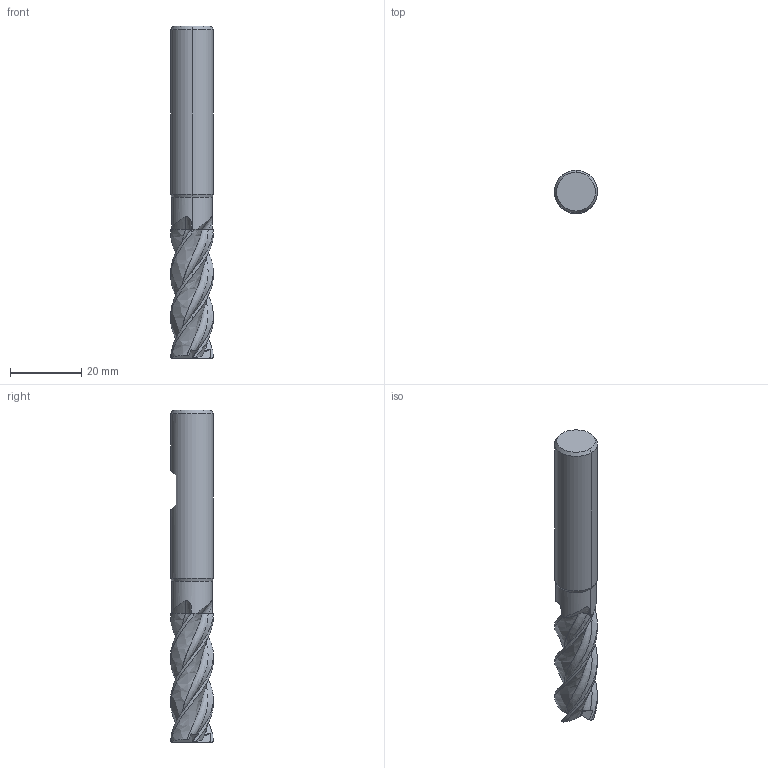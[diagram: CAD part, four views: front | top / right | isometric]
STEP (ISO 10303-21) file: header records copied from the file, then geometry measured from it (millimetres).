
FILE_DESCRIPTION(('no description'),'unknown implementation level');
FILE_NAME('EXN1-M03-0034-12-Detail.stp',' ',('CIMSOURCE GmbH'),('CADClick - KiM GmbH - www.kimweb.de'),'unknown preprocess','ACIS','unknown authorization');
FILE_SCHEMA(('automotive_design'));
Length unit declared in the file: millimetre
Products named in the file (2): NOCUT; CUT
Bounding box: 12 x 12 x 93 mm (x, y, z)
Volume: 8360.5 mm3; surface area: 3983.3 mm2
Topology: 2 solids, 2 shells, 108 faces, 299 edges, 191 vertices
Faces by surface type: plane 36, bspline 32, cone 18, revolution 12, torus 6, cylinder 4
Entity records: 19110 total; most frequent: CARTESIAN_POINT 13404, STYLED_ITEM 596, PRESENTATION_STYLE_ASSIGNMENT 596, COLOUR_RGB 596, ORIENTED_EDGE 590, DIRECTION 347, EDGE_CURVE 295, CURVE_STYLE 295
